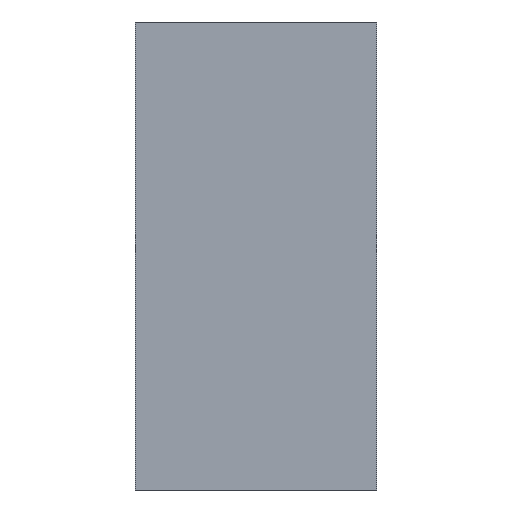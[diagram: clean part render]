
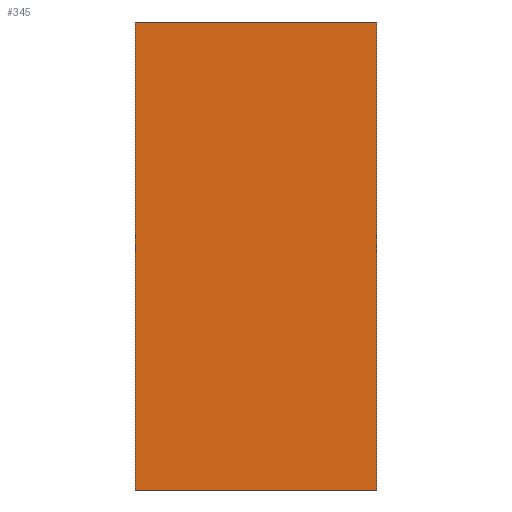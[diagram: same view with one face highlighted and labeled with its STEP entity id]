
A CAD part, left-side view. The second image highlights one B-rep face of the part: STEP entity #345.
In plain terms, the highlighted free-form (B-spline) face has degree [1, 1] with [2, 2] control points.
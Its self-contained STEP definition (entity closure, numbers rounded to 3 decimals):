
#345 = ADVANCED_FACE('',(#346),#376,.T.);
#346 = FACE_BOUND('',#347,.T.);
#347 = EDGE_LOOP('',(#348,#357,#364,#371));
#348 = ORIENTED_EDGE('',*,*,#349,.T.);
#349 = EDGE_CURVE('',#350,#352,#354,.T.);
#350 = VERTEX_POINT('',#351);
#351 = CARTESIAN_POINT('',(2226.538,9466.509,
    8877.144));
#352 = VERTEX_POINT('',#353);
#353 = CARTESIAN_POINT('',(2226.538,12569.3,
    8877.144));
#354 = B_SPLINE_CURVE_WITH_KNOTS('',1,(#355,#356),.UNSPECIFIED.,.F.,.F.,
  (2,2),(0.,3100.),.PIECEWISE_BEZIER_KNOTS.);
#355 = CARTESIAN_POINT('',(2226.538,9466.509,
    8877.144));
#356 = CARTESIAN_POINT('',(2226.538,12569.3,
    8877.144));
#357 = ORIENTED_EDGE('',*,*,#358,.T.);
#358 = EDGE_CURVE('',#352,#359,#361,.T.);
#359 = VERTEX_POINT('',#360);
#360 = CARTESIAN_POINT('',(2226.538,12569.3,
    2871.743));
#361 = B_SPLINE_CURVE_WITH_KNOTS('',1,(#362,#363),.UNSPECIFIED.,.F.,.F.,
  (2,2),(0.,6000.),.PIECEWISE_BEZIER_KNOTS.);
#362 = CARTESIAN_POINT('',(2226.538,12569.3,
    8877.144));
#363 = CARTESIAN_POINT('',(2226.538,12569.3,
    2871.743));
#364 = ORIENTED_EDGE('',*,*,#365,.T.);
#365 = EDGE_CURVE('',#359,#366,#368,.T.);
#366 = VERTEX_POINT('',#367);
#367 = CARTESIAN_POINT('',(2226.538,9466.509,
    2871.743));
#368 = B_SPLINE_CURVE_WITH_KNOTS('',1,(#369,#370),.UNSPECIFIED.,.F.,.F.,
  (2,2),(0.,3100.),.PIECEWISE_BEZIER_KNOTS.);
#369 = CARTESIAN_POINT('',(2226.538,12569.3,
    2871.743));
#370 = CARTESIAN_POINT('',(2226.538,9466.509,
    2871.743));
#371 = ORIENTED_EDGE('',*,*,#372,.T.);
#372 = EDGE_CURVE('',#366,#350,#373,.T.);
#373 = B_SPLINE_CURVE_WITH_KNOTS('',1,(#374,#375),.UNSPECIFIED.,.F.,.F.,
  (2,2),(0.,6000.),.PIECEWISE_BEZIER_KNOTS.);
#374 = CARTESIAN_POINT('',(2226.538,9466.509,
    2871.743));
#375 = CARTESIAN_POINT('',(2226.538,9466.509,
    8877.144));
#376 = B_SPLINE_SURFACE_WITH_KNOTS('',1,1,(
    (#377,#378)
    ,(#379,#380)),.UNSPECIFIED.,.F.,.F.,.F.,(2,2),(2,2),(0.,1.),(0.,1.),
  .PIECEWISE_BEZIER_KNOTS.);
#377 = CARTESIAN_POINT('',(2226.538,9466.509,
    2871.743));
#378 = CARTESIAN_POINT('',(2226.538,12569.3,
    2871.743));
#379 = CARTESIAN_POINT('',(2226.538,9466.509,
    8877.144));
#380 = CARTESIAN_POINT('',(2226.538,12569.3,
    8877.144));
